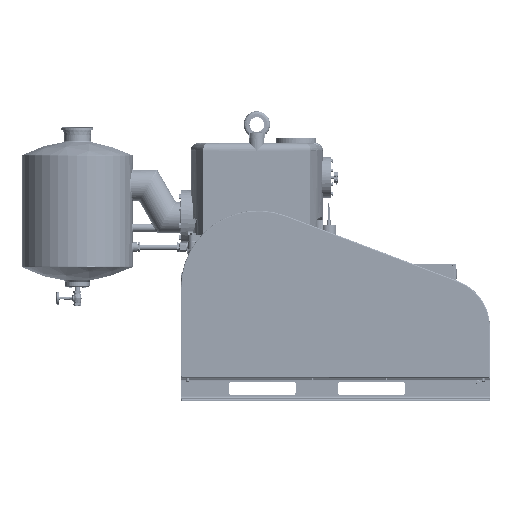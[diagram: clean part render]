
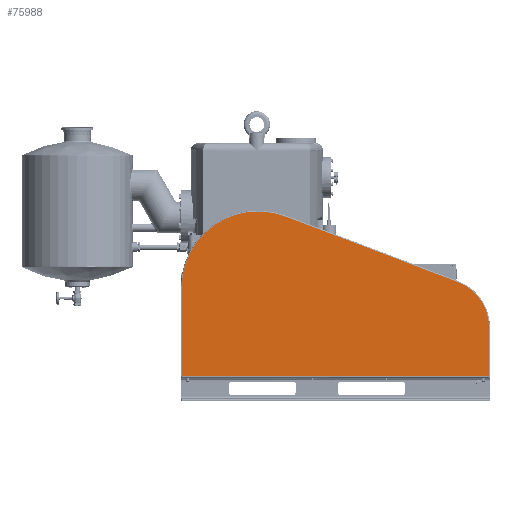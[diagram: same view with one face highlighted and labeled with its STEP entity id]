
A CAD part, left-side view. The second image highlights one B-rep face of the part: STEP entity #75988.
In plain terms, the highlighted planar face has unit normal (-1, 0, 0).
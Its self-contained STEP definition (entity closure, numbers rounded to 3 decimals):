
#4446=PLANE('',#84653);
#9458=LINE('',#143481,#14367);
#9472=LINE('',#143580,#14381);
#9473=LINE('',#143581,#14382);
#9474=LINE('',#143582,#14383);
#14367=VECTOR('',#102815,10.);
#14381=VECTOR('',#102937,10.);
#14382=VECTOR('',#102938,10.);
#14383=VECTOR('',#102939,10.);
#20448=FACE_OUTER_BOUND('',#25427,.T.);
#25427=EDGE_LOOP('',(#64085,#64086,#64087,#64088,#64089,#64090));
#29051=CIRCLE('',#84633,311.);
#29058=CIRCLE('',#84642,196.);
#34798=VERTEX_POINT('',#143478);
#34799=VERTEX_POINT('',#143480);
#34818=VERTEX_POINT('',#143545);
#34819=VERTEX_POINT('',#143547);
#34824=VERTEX_POINT('',#143560);
#34825=VERTEX_POINT('',#143562);
#44747=EDGE_CURVE('',#34798,#34799,#9458,.T.);
#44781=EDGE_CURVE('',#34819,#34818,#29051,.T.);
#44788=EDGE_CURVE('',#34825,#34824,#29058,.T.);
#44797=EDGE_CURVE('',#34825,#34798,#9472,.T.);
#44798=EDGE_CURVE('',#34819,#34824,#9473,.T.);
#44799=EDGE_CURVE('',#34799,#34818,#9474,.T.);
#64085=ORIENTED_EDGE('',*,*,#44747,.F.);
#64086=ORIENTED_EDGE('',*,*,#44797,.F.);
#64087=ORIENTED_EDGE('',*,*,#44788,.T.);
#64088=ORIENTED_EDGE('',*,*,#44798,.F.);
#64089=ORIENTED_EDGE('',*,*,#44781,.T.);
#64090=ORIENTED_EDGE('',*,*,#44799,.F.);
#75988=ADVANCED_FACE('',(#20448),#4446,.T.);
#84633=AXIS2_PLACEMENT_3D('',#143548,#102895,#102896);
#84642=AXIS2_PLACEMENT_3D('',#143563,#102913,#102914);
#84653=AXIS2_PLACEMENT_3D('',#143579,#102935,#102936);
#102815=DIRECTION('',(0.,1.,0.));
#102895=DIRECTION('center_axis',(-1.,0.,0.));
#102896=DIRECTION('ref_axis',(0.,-0.355,0.935));
#102913=DIRECTION('center_axis',(-1.,0.,0.));
#102914=DIRECTION('ref_axis',(0.,-1.,0.));
#102935=DIRECTION('center_axis',(-1.,0.,0.));
#102936=DIRECTION('ref_axis',(0.,0.,1.));
#102937=DIRECTION('',(0.,0.,-1.));
#102938=DIRECTION('',(0.,-0.935,-0.355));
#102939=DIRECTION('',(0.,0.,1.));
#143478=CARTESIAN_POINT('',(-100.,4.,0.));
#143480=CARTESIAN_POINT('',(-100.,1256.,0.));
#143481=CARTESIAN_POINT('',(-100.,15.,0.));
#143545=CARTESIAN_POINT('',(-100.,1256.,360.));
#143547=CARTESIAN_POINT('',(-100.,834.555,650.728));
#143548=CARTESIAN_POINT('Origin',(-100.,945.,360.));
#143560=CARTESIAN_POINT('',(-100.,130.395,383.224));
#143562=CARTESIAN_POINT('',(-100.,4.,200.));
#143563=CARTESIAN_POINT('Origin',(-100.,200.,200.));
#143579=CARTESIAN_POINT('Origin',(-100.,1260.,360.));
#143580=CARTESIAN_POINT('',(-100.,4.,0.));
#143581=CARTESIAN_POINT('',(-100.,130.395,383.224));
#143582=CARTESIAN_POINT('',(-100.,1256.,360.));
